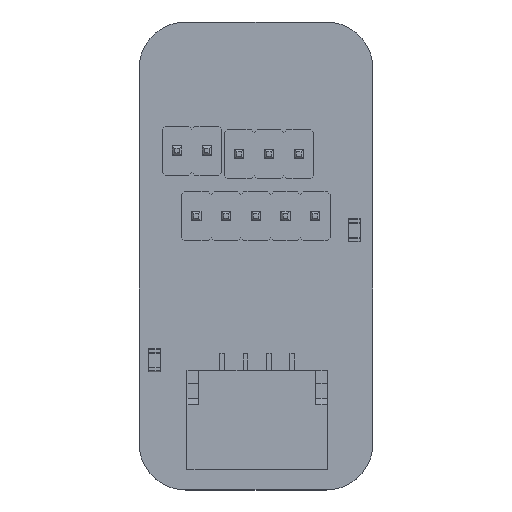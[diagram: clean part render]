
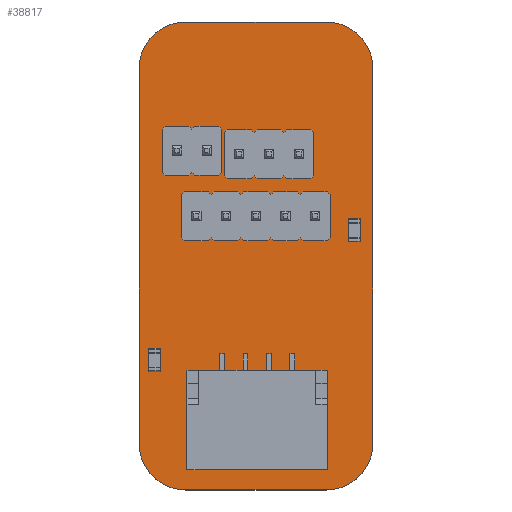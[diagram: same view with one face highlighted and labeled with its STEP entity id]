
A CAD part, top view. The second image highlights one B-rep face of the part: STEP entity #38817.
In plain terms, the highlighted planar face has unit normal (0, 0, 1).
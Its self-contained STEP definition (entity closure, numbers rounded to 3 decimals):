
#38558 = VERTEX_POINT('',#38559);
#38559 = CARTESIAN_POINT('',(3.,10.,1.51));
#38565 = EDGE_CURVE('',#38558,#38566,#38568,.T.);
#38566 = VERTEX_POINT('',#38567);
#38567 = CARTESIAN_POINT('',(5.,8.,1.51));
#38568 = CIRCLE('',#38569,2.);
#38569 = AXIS2_PLACEMENT_3D('',#38570,#38571,#38572);
#38570 = CARTESIAN_POINT('',(3.,8.,1.51));
#38571 = DIRECTION('',(0.,0.,-1.));
#38572 = DIRECTION('',(0.,1.,0.));
#38600 = VERTEX_POINT('',#38601);
#38601 = CARTESIAN_POINT('',(-3.,10.,1.51));
#38607 = EDGE_CURVE('',#38600,#38558,#38608,.T.);
#38608 = LINE('',#38609,#38610);
#38609 = CARTESIAN_POINT('',(-3.,10.,1.51));
#38610 = VECTOR('',#38611,1.);
#38611 = DIRECTION('',(1.,0.,0.));
#38629 = EDGE_CURVE('',#38566,#38630,#38632,.T.);
#38630 = VERTEX_POINT('',#38631);
#38631 = CARTESIAN_POINT('',(5.,-8.,1.51));
#38632 = LINE('',#38633,#38634);
#38633 = CARTESIAN_POINT('',(5.,8.,1.51));
#38634 = VECTOR('',#38635,1.);
#38635 = DIRECTION('',(0.,-1.,0.));
#38817 = ADVANCED_FACE('',(#38818,#38864,#38875,#38886,#38897,#38908,
    #38919,#38930,#38941,#38952,#38963),#38974,.T.);
#38818 = FACE_BOUND('',#38819,.T.);
#38819 = EDGE_LOOP('',(#38820,#38821,#38822,#38831,#38839,#38848,#38856,
    #38863));
#38820 = ORIENTED_EDGE('',*,*,#38565,.F.);
#38821 = ORIENTED_EDGE('',*,*,#38607,.F.);
#38822 = ORIENTED_EDGE('',*,*,#38823,.F.);
#38823 = EDGE_CURVE('',#38824,#38600,#38826,.T.);
#38824 = VERTEX_POINT('',#38825);
#38825 = CARTESIAN_POINT('',(-5.,8.,1.51));
#38826 = CIRCLE('',#38827,2.);
#38827 = AXIS2_PLACEMENT_3D('',#38828,#38829,#38830);
#38828 = CARTESIAN_POINT('',(-3.,8.,1.51));
#38829 = DIRECTION('',(0.,0.,-1.));
#38830 = DIRECTION('',(-1.,0.,-0.));
#38831 = ORIENTED_EDGE('',*,*,#38832,.F.);
#38832 = EDGE_CURVE('',#38833,#38824,#38835,.T.);
#38833 = VERTEX_POINT('',#38834);
#38834 = CARTESIAN_POINT('',(-5.,-8.,1.51));
#38835 = LINE('',#38836,#38837);
#38836 = CARTESIAN_POINT('',(-5.,-8.,1.51));
#38837 = VECTOR('',#38838,1.);
#38838 = DIRECTION('',(0.,1.,0.));
#38839 = ORIENTED_EDGE('',*,*,#38840,.F.);
#38840 = EDGE_CURVE('',#38841,#38833,#38843,.T.);
#38841 = VERTEX_POINT('',#38842);
#38842 = CARTESIAN_POINT('',(-3.,-10.,1.51));
#38843 = CIRCLE('',#38844,2.);
#38844 = AXIS2_PLACEMENT_3D('',#38845,#38846,#38847);
#38845 = CARTESIAN_POINT('',(-3.,-8.,1.51));
#38846 = DIRECTION('',(0.,0.,-1.));
#38847 = DIRECTION('',(0.,-1.,0.));
#38848 = ORIENTED_EDGE('',*,*,#38849,.F.);
#38849 = EDGE_CURVE('',#38850,#38841,#38852,.T.);
#38850 = VERTEX_POINT('',#38851);
#38851 = CARTESIAN_POINT('',(3.,-10.,1.51));
#38852 = LINE('',#38853,#38854);
#38853 = CARTESIAN_POINT('',(3.,-10.,1.51));
#38854 = VECTOR('',#38855,1.);
#38855 = DIRECTION('',(-1.,0.,0.));
#38856 = ORIENTED_EDGE('',*,*,#38857,.F.);
#38857 = EDGE_CURVE('',#38630,#38850,#38858,.T.);
#38858 = CIRCLE('',#38859,2.);
#38859 = AXIS2_PLACEMENT_3D('',#38860,#38861,#38862);
#38860 = CARTESIAN_POINT('',(3.,-8.,1.51));
#38861 = DIRECTION('',(0.,0.,-1.));
#38862 = DIRECTION('',(1.,0.,0.));
#38863 = ORIENTED_EDGE('',*,*,#38629,.F.);
#38864 = FACE_BOUND('',#38865,.T.);
#38865 = EDGE_LOOP('',(#38866));
#38866 = ORIENTED_EDGE('',*,*,#38867,.T.);
#38867 = EDGE_CURVE('',#38868,#38868,#38870,.T.);
#38868 = VERTEX_POINT('',#38869);
#38869 = CARTESIAN_POINT('',(-2.55,1.375,1.51));
#38870 = CIRCLE('',#38871,0.325);
#38871 = AXIS2_PLACEMENT_3D('',#38872,#38873,#38874);
#38872 = CARTESIAN_POINT('',(-2.55,1.7,1.51));
#38873 = DIRECTION('',(-0.,0.,-1.));
#38874 = DIRECTION('',(-0.,-1.,0.));
#38875 = FACE_BOUND('',#38876,.T.);
#38876 = EDGE_LOOP('',(#38877));
#38877 = ORIENTED_EDGE('',*,*,#38878,.T.);
#38878 = EDGE_CURVE('',#38879,#38879,#38881,.T.);
#38879 = VERTEX_POINT('',#38880);
#38880 = CARTESIAN_POINT('',(-1.28,1.375,1.51));
#38881 = CIRCLE('',#38882,0.325);
#38882 = AXIS2_PLACEMENT_3D('',#38883,#38884,#38885);
#38883 = CARTESIAN_POINT('',(-1.28,1.7,1.51));
#38884 = DIRECTION('',(-0.,0.,-1.));
#38885 = DIRECTION('',(-0.,-1.,0.));
#38886 = FACE_BOUND('',#38887,.T.);
#38887 = EDGE_LOOP('',(#38888));
#38888 = ORIENTED_EDGE('',*,*,#38889,.T.);
#38889 = EDGE_CURVE('',#38890,#38890,#38892,.T.);
#38890 = VERTEX_POINT('',#38891);
#38891 = CARTESIAN_POINT('',(-0.01,1.375,1.51));
#38892 = CIRCLE('',#38893,0.325);
#38893 = AXIS2_PLACEMENT_3D('',#38894,#38895,#38896);
#38894 = CARTESIAN_POINT('',(-0.01,1.7,1.51));
#38895 = DIRECTION('',(-0.,0.,-1.));
#38896 = DIRECTION('',(0.,-1.,-0.));
#38897 = FACE_BOUND('',#38898,.T.);
#38898 = EDGE_LOOP('',(#38899));
#38899 = ORIENTED_EDGE('',*,*,#38900,.T.);
#38900 = EDGE_CURVE('',#38901,#38901,#38903,.T.);
#38901 = VERTEX_POINT('',#38902);
#38902 = CARTESIAN_POINT('',(1.26,1.375,1.51));
#38903 = CIRCLE('',#38904,0.325);
#38904 = AXIS2_PLACEMENT_3D('',#38905,#38906,#38907);
#38905 = CARTESIAN_POINT('',(1.26,1.7,1.51));
#38906 = DIRECTION('',(-0.,0.,-1.));
#38907 = DIRECTION('',(-0.,-1.,0.));
#38908 = FACE_BOUND('',#38909,.T.);
#38909 = EDGE_LOOP('',(#38910));
#38910 = ORIENTED_EDGE('',*,*,#38911,.T.);
#38911 = EDGE_CURVE('',#38912,#38912,#38914,.T.);
#38912 = VERTEX_POINT('',#38913);
#38913 = CARTESIAN_POINT('',(2.53,1.375,1.51));
#38914 = CIRCLE('',#38915,0.325);
#38915 = AXIS2_PLACEMENT_3D('',#38916,#38917,#38918);
#38916 = CARTESIAN_POINT('',(2.53,1.7,1.51));
#38917 = DIRECTION('',(-0.,0.,-1.));
#38918 = DIRECTION('',(0.,-1.,0.));
#38919 = FACE_BOUND('',#38920,.T.);
#38920 = EDGE_LOOP('',(#38921));
#38921 = ORIENTED_EDGE('',*,*,#38922,.T.);
#38922 = EDGE_CURVE('',#38923,#38923,#38925,.T.);
#38923 = VERTEX_POINT('',#38924);
#38924 = CARTESIAN_POINT('',(-3.375,4.175,1.51));
#38925 = CIRCLE('',#38926,0.325);
#38926 = AXIS2_PLACEMENT_3D('',#38927,#38928,#38929);
#38927 = CARTESIAN_POINT('',(-3.375,4.5,1.51));
#38928 = DIRECTION('',(-0.,0.,-1.));
#38929 = DIRECTION('',(-0.,-1.,0.));
#38930 = FACE_BOUND('',#38931,.T.);
#38931 = EDGE_LOOP('',(#38932));
#38932 = ORIENTED_EDGE('',*,*,#38933,.T.);
#38933 = EDGE_CURVE('',#38934,#38934,#38936,.T.);
#38934 = VERTEX_POINT('',#38935);
#38935 = CARTESIAN_POINT('',(-2.105,4.175,1.51));
#38936 = CIRCLE('',#38937,0.325);
#38937 = AXIS2_PLACEMENT_3D('',#38938,#38939,#38940);
#38938 = CARTESIAN_POINT('',(-2.105,4.5,1.51));
#38939 = DIRECTION('',(-0.,0.,-1.));
#38940 = DIRECTION('',(-0.,-1.,0.));
#38941 = FACE_BOUND('',#38942,.T.);
#38942 = EDGE_LOOP('',(#38943));
#38943 = ORIENTED_EDGE('',*,*,#38944,.T.);
#38944 = EDGE_CURVE('',#38945,#38945,#38947,.T.);
#38945 = VERTEX_POINT('',#38946);
#38946 = CARTESIAN_POINT('',(-0.715,4.025,1.51));
#38947 = CIRCLE('',#38948,0.325);
#38948 = AXIS2_PLACEMENT_3D('',#38949,#38950,#38951);
#38949 = CARTESIAN_POINT('',(-0.715,4.35,1.51));
#38950 = DIRECTION('',(-0.,0.,-1.));
#38951 = DIRECTION('',(0.,-1.,-0.));
#38952 = FACE_BOUND('',#38953,.T.);
#38953 = EDGE_LOOP('',(#38954));
#38954 = ORIENTED_EDGE('',*,*,#38955,.T.);
#38955 = EDGE_CURVE('',#38956,#38956,#38958,.T.);
#38956 = VERTEX_POINT('',#38957);
#38957 = CARTESIAN_POINT('',(0.555,4.025,1.51));
#38958 = CIRCLE('',#38959,0.325);
#38959 = AXIS2_PLACEMENT_3D('',#38960,#38961,#38962);
#38960 = CARTESIAN_POINT('',(0.555,4.35,1.51));
#38961 = DIRECTION('',(-0.,0.,-1.));
#38962 = DIRECTION('',(-0.,-1.,0.));
#38963 = FACE_BOUND('',#38964,.T.);
#38964 = EDGE_LOOP('',(#38965));
#38965 = ORIENTED_EDGE('',*,*,#38966,.T.);
#38966 = EDGE_CURVE('',#38967,#38967,#38969,.T.);
#38967 = VERTEX_POINT('',#38968);
#38968 = CARTESIAN_POINT('',(1.825,4.025,1.51));
#38969 = CIRCLE('',#38970,0.325);
#38970 = AXIS2_PLACEMENT_3D('',#38971,#38972,#38973);
#38971 = CARTESIAN_POINT('',(1.825,4.35,1.51));
#38972 = DIRECTION('',(-0.,0.,-1.));
#38973 = DIRECTION('',(-0.,-1.,0.));
#38974 = PLANE('',#38975);
#38975 = AXIS2_PLACEMENT_3D('',#38976,#38977,#38978);
#38976 = CARTESIAN_POINT('',(0.,0.,1.51));
#38977 = DIRECTION('',(0.,0.,1.));
#38978 = DIRECTION('',(1.,0.,-0.));
